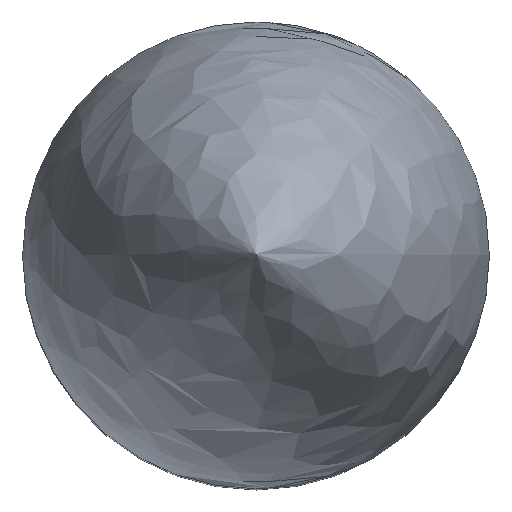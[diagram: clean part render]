
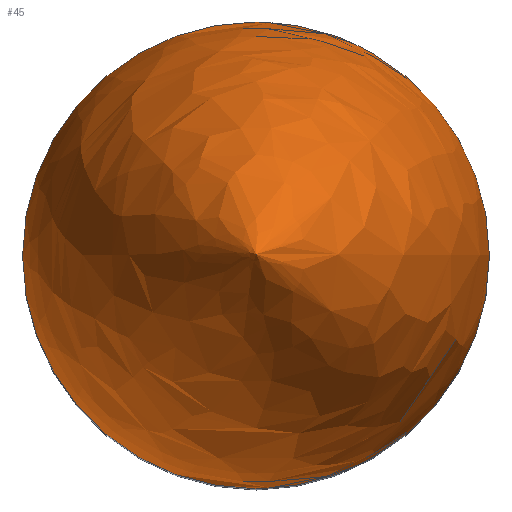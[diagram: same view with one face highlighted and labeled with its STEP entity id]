
A CAD part, top view. The second image highlights one B-rep face of the part: STEP entity #45.
In plain terms, the highlighted free-form (B-spline) face has degree [2, 2] with [3, 9] control points.
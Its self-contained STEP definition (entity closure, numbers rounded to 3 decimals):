
#18=(
BOUNDED_SURFACE()
B_SPLINE_SURFACE(2,2,((#83,#84,#85,#86,#87,#88,#89,#90,#91),(#92,#93,#94,
#95,#96,#97,#98,#99,#100),(#101,#102,#103,#104,#105,#106,#107,#108,#109)),
 .UNSPECIFIED.,.F.,.T.,.F.)
B_SPLINE_SURFACE_WITH_KNOTS((3,3),(3,2,2,2,3),(-0.643,0.),
(-3.142,-1.571,0.,1.571,3.142),
 .UNSPECIFIED.)
GEOMETRIC_REPRESENTATION_ITEM()
RATIONAL_B_SPLINE_SURFACE(((1.,0.707,1.,0.707,1.,
0.707,1.,0.707,1.),(0.949,0.671,
0.949,0.671,0.949,0.671,0.949,
0.671,0.949),(1.,0.707,1.,0.707,
1.,0.707,1.,0.707,1.)))
REPRESENTATION_ITEM('')
SURFACE()
);
#20=FACE_OUTER_BOUND('',#23,.T.);
#23=EDGE_LOOP('',(#36,#37,#38));
#26=CIRCLE('',#63,2.5);
#27=CIRCLE('',#64,12.505);
#29=VERTEX_POINT('',#110);
#30=VERTEX_POINT('',#112);
#32=EDGE_CURVE('',#29,#29,#26,.T.);
#33=EDGE_CURVE('',#29,#30,#27,.T.);
#36=ORIENTED_EDGE('',*,*,#32,.F.);
#37=ORIENTED_EDGE('',*,*,#33,.T.);
#38=ORIENTED_EDGE('',*,*,#33,.F.);
#45=ADVANCED_FACE('',(#20),#18,.F.);
#63=AXIS2_PLACEMENT_3D('',#111,#72,#73);
#64=AXIS2_PLACEMENT_3D('',#113,#74,#75);
#72=DIRECTION('center_axis',(0.,0.,-1.));
#73=DIRECTION('ref_axis',(1.,0.,0.));
#74=DIRECTION('center_axis',(0.,-1.,0.));
#75=DIRECTION('ref_axis',(1.,0.,0.));
#83=CARTESIAN_POINT('Ctrl Pts',(202.779,153.09,9.154));
#84=CARTESIAN_POINT('Ctrl Pts',(202.779,153.09,9.154));
#85=CARTESIAN_POINT('Ctrl Pts',(202.779,153.09,9.154));
#86=CARTESIAN_POINT('Ctrl Pts',(202.779,153.09,9.154));
#87=CARTESIAN_POINT('Ctrl Pts',(202.779,153.09,9.154));
#88=CARTESIAN_POINT('Ctrl Pts',(202.779,153.09,9.154));
#89=CARTESIAN_POINT('Ctrl Pts',(202.779,153.09,9.154));
#90=CARTESIAN_POINT('Ctrl Pts',(202.779,153.09,9.154));
#91=CARTESIAN_POINT('Ctrl Pts',(202.779,153.09,9.154));
#92=CARTESIAN_POINT('Ctrl Pts',(205.279,153.09,5.82));
#93=CARTESIAN_POINT('Ctrl Pts',(205.279,150.59,5.82));
#94=CARTESIAN_POINT('Ctrl Pts',(202.779,150.59,5.82));
#95=CARTESIAN_POINT('Ctrl Pts',(200.279,150.59,5.82));
#96=CARTESIAN_POINT('Ctrl Pts',(200.279,153.09,5.82));
#97=CARTESIAN_POINT('Ctrl Pts',(200.279,155.59,5.82));
#98=CARTESIAN_POINT('Ctrl Pts',(202.779,155.59,5.82));
#99=CARTESIAN_POINT('Ctrl Pts',(205.279,155.59,5.82));
#100=CARTESIAN_POINT('Ctrl Pts',(205.279,153.09,5.82));
#101=CARTESIAN_POINT('Ctrl Pts',(205.279,153.09,1.652));
#102=CARTESIAN_POINT('Ctrl Pts',(205.279,150.59,1.652));
#103=CARTESIAN_POINT('Ctrl Pts',(202.779,150.59,1.652));
#104=CARTESIAN_POINT('Ctrl Pts',(200.279,150.59,1.652));
#105=CARTESIAN_POINT('Ctrl Pts',(200.279,153.09,1.652));
#106=CARTESIAN_POINT('Ctrl Pts',(200.279,155.59,1.652));
#107=CARTESIAN_POINT('Ctrl Pts',(202.779,155.59,1.652));
#108=CARTESIAN_POINT('Ctrl Pts',(205.279,155.59,1.652));
#109=CARTESIAN_POINT('Ctrl Pts',(205.279,153.09,1.652));
#110=CARTESIAN_POINT('',(205.279,153.09,1.652));
#111=CARTESIAN_POINT('Origin',(202.779,153.09,1.652));
#112=CARTESIAN_POINT('',(202.779,153.09,9.154));
#113=CARTESIAN_POINT('Origin',(192.774,153.09,1.652));
